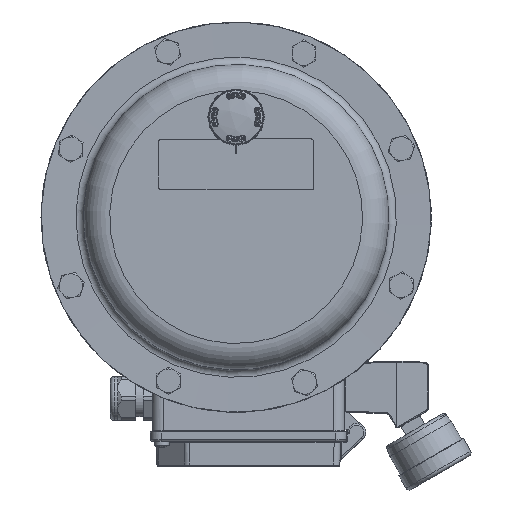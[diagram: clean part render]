
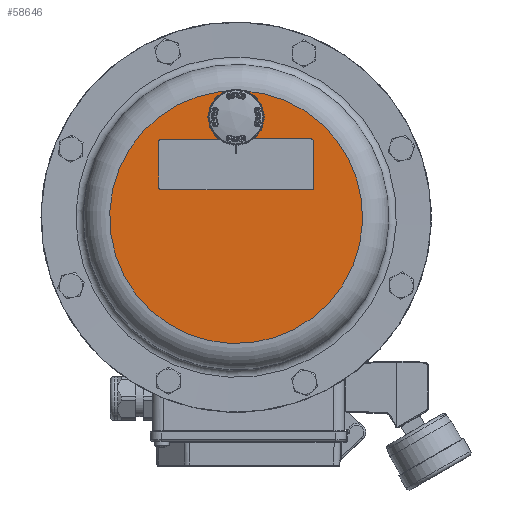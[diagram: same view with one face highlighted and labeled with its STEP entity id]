
A CAD part, top view. The second image highlights one B-rep face of the part: STEP entity #58646.
In plain terms, the highlighted planar face has unit normal (0, 0, 1).
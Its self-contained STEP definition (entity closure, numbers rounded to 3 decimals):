
#1715=FACE_BOUND('',#15853,.T.);
#1716=FACE_BOUND('',#15854,.T.);
#2629=PLANE('',#63560);
#5210=LINE('',#116502,#8464);
#5214=LINE('',#116511,#8468);
#5217=LINE('',#116519,#8471);
#5220=LINE('',#116527,#8474);
#8464=VECTOR('',#75194,1000.);
#8468=VECTOR('',#75204,1000.);
#8471=VECTOR('',#75213,1000.);
#8474=VECTOR('',#75222,1000.);
#12386=FACE_OUTER_BOUND('',#15852,.T.);
#15852=EDGE_LOOP('',(#47121));
#15853=EDGE_LOOP('',(#47122,#47123,#47124,#47125,#47126,#47127,#47128,#47129));
#15854=EDGE_LOOP('',(#47130,#47131));
#18519=CIRCLE('',#62844,10.35);
#18589=CIRCLE('',#62941,69.65);
#18842=CIRCLE('',#63502,1.);
#18843=CIRCLE('',#63505,1.);
#18844=CIRCLE('',#63508,1.);
#18845=CIRCLE('',#63511,1.);
#18846=CIRCLE('',#63561,10.35);
#24884=VERTEX_POINT('',#113156);
#24885=VERTEX_POINT('',#113157);
#24971=VERTEX_POINT('',#113741);
#25453=VERTEX_POINT('',#116500);
#25454=VERTEX_POINT('',#116501);
#25455=VERTEX_POINT('',#116506);
#25456=VERTEX_POINT('',#116510);
#25457=VERTEX_POINT('',#116514);
#25458=VERTEX_POINT('',#116518);
#25459=VERTEX_POINT('',#116522);
#25460=VERTEX_POINT('',#116526);
#31957=EDGE_CURVE('',#24884,#24885,#18519,.T.);
#32074=EDGE_CURVE('',#24971,#24971,#18589,.T.);
#32848=EDGE_CURVE('',#25453,#25454,#5210,.T.);
#32851=EDGE_CURVE('',#25454,#25455,#18842,.T.);
#32853=EDGE_CURVE('',#25455,#25456,#5214,.T.);
#32855=EDGE_CURVE('',#25456,#25457,#18843,.T.);
#32857=EDGE_CURVE('',#25457,#25458,#5217,.T.);
#32859=EDGE_CURVE('',#25458,#25459,#18844,.T.);
#32861=EDGE_CURVE('',#25459,#25460,#5220,.T.);
#32863=EDGE_CURVE('',#25460,#25453,#18845,.T.);
#32936=EDGE_CURVE('',#24885,#24884,#18846,.T.);
#47121=ORIENTED_EDGE('',*,*,#32074,.F.);
#47122=ORIENTED_EDGE('',*,*,#32863,.F.);
#47123=ORIENTED_EDGE('',*,*,#32861,.F.);
#47124=ORIENTED_EDGE('',*,*,#32859,.F.);
#47125=ORIENTED_EDGE('',*,*,#32857,.F.);
#47126=ORIENTED_EDGE('',*,*,#32855,.F.);
#47127=ORIENTED_EDGE('',*,*,#32853,.F.);
#47128=ORIENTED_EDGE('',*,*,#32851,.F.);
#47129=ORIENTED_EDGE('',*,*,#32848,.F.);
#47130=ORIENTED_EDGE('',*,*,#32936,.T.);
#47131=ORIENTED_EDGE('',*,*,#31957,.T.);
#58646=ADVANCED_FACE('',(#12386,#1715,#1716),#2629,.F.);
#62844=AXIS2_PLACEMENT_3D('',#113158,#73637,#73638);
#62941=AXIS2_PLACEMENT_3D('',#113743,#73857,#73858);
#63502=AXIS2_PLACEMENT_3D('',#116507,#75199,#75200);
#63505=AXIS2_PLACEMENT_3D('',#116515,#75208,#75209);
#63508=AXIS2_PLACEMENT_3D('',#116523,#75217,#75218);
#63511=AXIS2_PLACEMENT_3D('',#116530,#75226,#75227);
#63560=AXIS2_PLACEMENT_3D('',#116675,#75396,#75397);
#63561=AXIS2_PLACEMENT_3D('',#116676,#75398,#75399);
#73637=DIRECTION('center_axis',(0.,0.,
-1.));
#73638=DIRECTION('ref_axis',(-0.924,0.382,0.));
#73857=DIRECTION('center_axis',(0.,0.,
-1.));
#73858=DIRECTION('ref_axis',(-0.924,0.382,0.));
#75194=DIRECTION('',(0.,1.,0.));
#75199=DIRECTION('center_axis',(0.,0.,
1.));
#75200=DIRECTION('ref_axis',(0.,-1.,0.));
#75204=DIRECTION('',(-1.,0.,0.));
#75208=DIRECTION('center_axis',(0.,0.,
1.));
#75209=DIRECTION('ref_axis',(0.,-1.,0.));
#75213=DIRECTION('',(0.,-1.,0.));
#75217=DIRECTION('center_axis',(0.,0.,
1.));
#75218=DIRECTION('ref_axis',(0.,-1.,0.));
#75222=DIRECTION('',(1.,0.,0.));
#75226=DIRECTION('center_axis',(0.,0.,
1.));
#75227=DIRECTION('ref_axis',(0.,-1.,0.));
#75396=DIRECTION('center_axis',(0.,0.,
-1.));
#75397=DIRECTION('ref_axis',(-0.924,0.382,0.));
#75398=DIRECTION('center_axis',(0.,0.,
-1.));
#75399=DIRECTION('ref_axis',(-0.924,0.382,0.));
#113156=CARTESIAN_POINT('',(-0.024,65.35,300.));
#113157=CARTESIAN_POINT('',(-0.016,44.65,300.));
#113158=CARTESIAN_POINT('Origin',(-0.02,55.,
300.));
#113741=CARTESIAN_POINT('',(64.358,-26.631,300.));
#113743=CARTESIAN_POINT('Origin',(0.,0.,
300.));
#116500=CARTESIAN_POINT('',(42.494,16.015,300.));
#116501=CARTESIAN_POINT('',(42.485,42.015,300.));
#116502=CARTESIAN_POINT('',(42.494,16.015,300.));
#116506=CARTESIAN_POINT('',(41.484,43.015,300.));
#116507=CARTESIAN_POINT('Origin',(41.485,42.015,300.));
#116510=CARTESIAN_POINT('',(-41.516,42.985,300.));
#116511=CARTESIAN_POINT('',(41.484,43.015,300.));
#116514=CARTESIAN_POINT('',(-42.515,41.985,300.));
#116515=CARTESIAN_POINT('Origin',(-41.515,41.985,300.));
#116518=CARTESIAN_POINT('',(-42.506,15.985,300.));
#116519=CARTESIAN_POINT('',(-42.506,15.985,300.));
#116522=CARTESIAN_POINT('',(-41.505,14.985,300.));
#116523=CARTESIAN_POINT('Origin',(-41.506,15.985,300.));
#116526=CARTESIAN_POINT('',(41.495,15.015,300.));
#116527=CARTESIAN_POINT('',(41.495,15.015,300.));
#116530=CARTESIAN_POINT('Origin',(41.494,16.015,300.));
#116675=CARTESIAN_POINT('Origin',(0.,0.,
300.));
#116676=CARTESIAN_POINT('Origin',(-0.02,55.,
300.));
